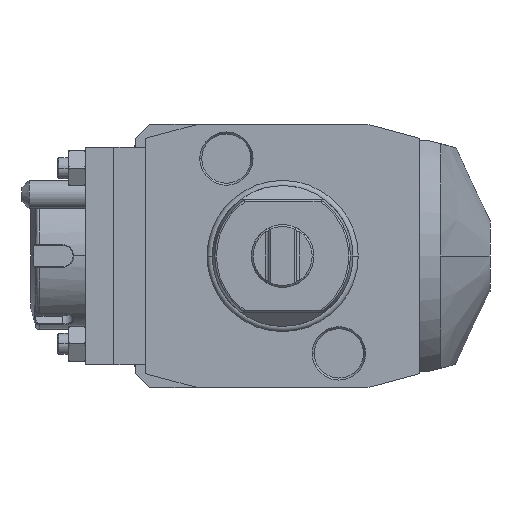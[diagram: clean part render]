
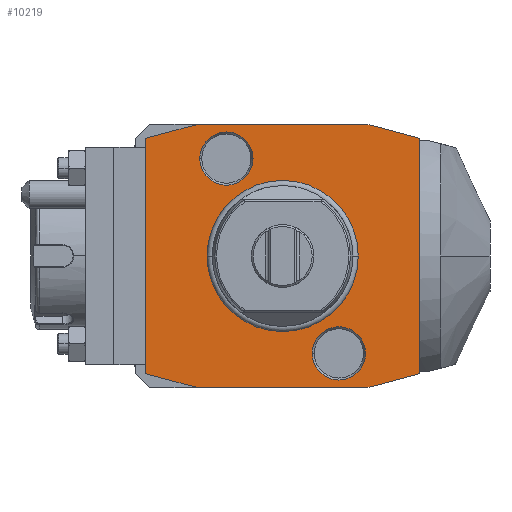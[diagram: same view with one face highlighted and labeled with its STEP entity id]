
A CAD part, front view. The second image highlights one B-rep face of the part: STEP entity #10219.
In plain terms, the highlighted planar face has unit normal (0, -1, 0).
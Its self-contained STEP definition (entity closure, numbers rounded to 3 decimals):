
#1=DIRECTION('',(-0.966,0.,0.259));
#2=VECTOR('',#1,15.529);
#3=CARTESIAN_POINT('',(39.,0.,33.481));
#4=LINE('',#3,#2);
#5=DIRECTION('',(0.,0.,1.));
#6=VECTOR('',#5,66.962);
#7=CARTESIAN_POINT('',(39.,0.,-33.481));
#8=LINE('',#7,#6);
#9=DIRECTION('',(0.966,0.,0.259));
#10=VECTOR('',#9,15.529);
#11=CARTESIAN_POINT('',(24.,0.,-37.5));
#12=LINE('',#11,#10);
#13=DIRECTION('',(1.,0.,0.));
#14=VECTOR('',#13,48.);
#15=CARTESIAN_POINT('',(-24.,0.,-37.5));
#16=LINE('',#15,#14);
#17=DIRECTION('',(0.966,0.,-0.259));
#18=VECTOR('',#17,15.529);
#19=CARTESIAN_POINT('',(-39.,0.,-33.481));
#20=LINE('',#19,#18);
#21=DIRECTION('',(0.,0.,-1.));
#22=VECTOR('',#21,66.962);
#23=CARTESIAN_POINT('',(-39.,0.,33.481));
#24=LINE('',#23,#22);
#25=DIRECTION('',(-0.966,0.,-0.259));
#26=VECTOR('',#25,15.529);
#27=CARTESIAN_POINT('',(-24.,0.,37.5));
#28=LINE('',#27,#26);
#29=DIRECTION('',(-1.,0.,0.));
#30=VECTOR('',#29,48.);
#31=CARTESIAN_POINT('',(24.,0.,37.5));
#32=LINE('',#31,#30);
#33=CARTESIAN_POINT('',(-16.,0.,27.713));
#34=DIRECTION('',(0.,1.,0.));
#35=DIRECTION('',(1.,0.,0.));
#36=AXIS2_PLACEMENT_3D('',#33,#34,#35);
#38=CARTESIAN_POINT('',(-16.,0.,27.713));
#39=DIRECTION('',(0.,1.,0.));
#40=DIRECTION('',(-1.,0.,0.));
#41=AXIS2_PLACEMENT_3D('',#38,#39,#40);
#43=CARTESIAN_POINT('',(16.,0.,-27.713));
#44=DIRECTION('',(0.,1.,0.));
#45=DIRECTION('',(1.,0.,0.));
#46=AXIS2_PLACEMENT_3D('',#43,#44,#45);
#48=CARTESIAN_POINT('',(16.,0.,-27.713));
#49=DIRECTION('',(0.,1.,0.));
#50=DIRECTION('',(-1.,0.,0.));
#51=AXIS2_PLACEMENT_3D('',#48,#49,#50);
#6605=CARTESIAN_POINT('',(0.,0.,0.));
#6606=DIRECTION('',(0.,-1.,0.));
#6607=DIRECTION('',(1.,0.,0.));
#6608=AXIS2_PLACEMENT_3D('',#6605,#6606,#6607);
#6610=CARTESIAN_POINT('',(0.,0.,0.));
#6611=DIRECTION('',(0.,-1.,0.));
#6612=DIRECTION('',(-1.,0.,0.));
#6613=AXIS2_PLACEMENT_3D('',#6610,#6611,#6612);
#9147=CARTESIAN_POINT('',(-8.423,0.,
27.713));
#9148=CARTESIAN_POINT('',(-23.577,0.,
27.713));
#9149=VERTEX_POINT('',#9147);
#9150=VERTEX_POINT('',#9148);
#9279=CARTESIAN_POINT('',(23.577,0.,
-27.713));
#9280=CARTESIAN_POINT('',(8.423,0.,
-27.713));
#9281=VERTEX_POINT('',#9279);
#9282=VERTEX_POINT('',#9280);
#10002=CARTESIAN_POINT('',(39.,0.,33.481));
#10003=CARTESIAN_POINT('',(24.,0.,37.5));
#10004=VERTEX_POINT('',#10002);
#10005=VERTEX_POINT('',#10003);
#10006=CARTESIAN_POINT('',(-24.,0.,37.5));
#10007=VERTEX_POINT('',#10006);
#10008=CARTESIAN_POINT('',(-39.,0.,33.481));
#10009=VERTEX_POINT('',#10008);
#10010=CARTESIAN_POINT('',(-39.,0.,-33.481));
#10011=VERTEX_POINT('',#10010);
#10012=CARTESIAN_POINT('',(-24.,0.,-37.5));
#10013=VERTEX_POINT('',#10012);
#10014=CARTESIAN_POINT('',(24.,0.,-37.5));
#10015=VERTEX_POINT('',#10014);
#10016=CARTESIAN_POINT('',(39.,0.,-33.481));
#10017=VERTEX_POINT('',#10016);
#10054=CARTESIAN_POINT('',(21.137,0.,0.));
#10055=CARTESIAN_POINT('',(-21.137,0.,0.));
#10056=VERTEX_POINT('',#10054);
#10057=VERTEX_POINT('',#10055);
#10178=CARTESIAN_POINT('',(0.,0.,0.));
#10179=DIRECTION('',(0.,-1.,0.));
#10180=DIRECTION('',(-1.,0.,0.));
#10181=AXIS2_PLACEMENT_3D('',#10178,#10179,#10180);
#10182=PLANE('',#10181);
#10184=ORIENTED_EDGE('',*,*,#10183,.F.);
#10186=ORIENTED_EDGE('',*,*,#10185,.F.);
#10188=ORIENTED_EDGE('',*,*,#10187,.F.);
#10190=ORIENTED_EDGE('',*,*,#10189,.F.);
#10192=ORIENTED_EDGE('',*,*,#10191,.F.);
#10194=ORIENTED_EDGE('',*,*,#10193,.F.);
#10196=ORIENTED_EDGE('',*,*,#10195,.F.);
#10198=ORIENTED_EDGE('',*,*,#10197,.F.);
#10199=EDGE_LOOP('',(#10184,#10186,#10188,#10190,#10192,#10194,#10196,#10198));
#10200=FACE_OUTER_BOUND('',#10199,.F.);
#10202=ORIENTED_EDGE('',*,*,#10201,.T.);
#10204=ORIENTED_EDGE('',*,*,#10203,.T.);
#10205=EDGE_LOOP('',(#10202,#10204));
#10206=FACE_BOUND('',#10205,.F.);
#10208=ORIENTED_EDGE('',*,*,#10207,.F.);
#10210=ORIENTED_EDGE('',*,*,#10209,.F.);
#10211=EDGE_LOOP('',(#10208,#10210));
#10212=FACE_BOUND('',#10211,.F.);
#10214=ORIENTED_EDGE('',*,*,#10213,.F.);
#10216=ORIENTED_EDGE('',*,*,#10215,.F.);
#10217=EDGE_LOOP('',(#10214,#10216));
#10218=FACE_BOUND('',#10217,.F.);
#37=CIRCLE('',#36,7.577);
#42=CIRCLE('',#41,7.577);
#47=CIRCLE('',#46,7.577);
#52=CIRCLE('',#51,7.577);
#6609=CIRCLE('',#6608,21.137);
#6614=CIRCLE('',#6613,21.137);
#10183=EDGE_CURVE('',#10004,#10005,#4,.T.);
#10185=EDGE_CURVE('',#10017,#10004,#8,.T.);
#10187=EDGE_CURVE('',#10015,#10017,#12,.T.);
#10189=EDGE_CURVE('',#10013,#10015,#16,.T.);
#10191=EDGE_CURVE('',#10011,#10013,#20,.T.);
#10193=EDGE_CURVE('',#10009,#10011,#24,.T.);
#10195=EDGE_CURVE('',#10007,#10009,#28,.T.);
#10197=EDGE_CURVE('',#10005,#10007,#32,.T.);
#10201=EDGE_CURVE('',#10056,#10057,#6609,.T.);
#10203=EDGE_CURVE('',#10057,#10056,#6614,.T.);
#10207=EDGE_CURVE('',#9149,#9150,#37,.T.);
#10209=EDGE_CURVE('',#9150,#9149,#42,.T.);
#10213=EDGE_CURVE('',#9281,#9282,#47,.T.);
#10215=EDGE_CURVE('',#9282,#9281,#52,.T.);
#10219=ADVANCED_FACE('',(#10200,#10206,#10212,#10218),#10182,.T.);
